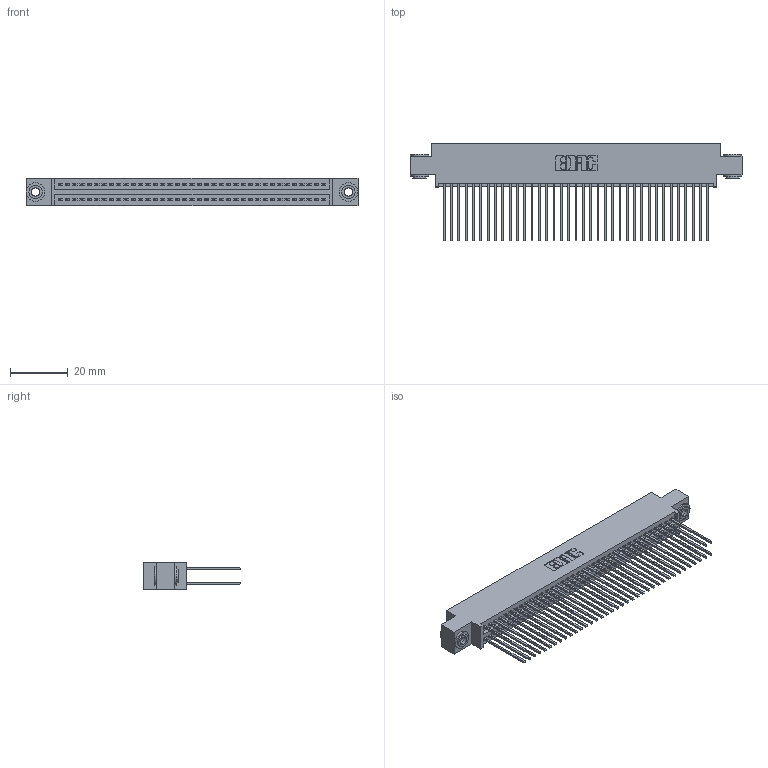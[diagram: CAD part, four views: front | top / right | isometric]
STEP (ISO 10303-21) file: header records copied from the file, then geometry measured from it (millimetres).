
FILE_DESCRIPTION (( 'STEP AP203' ), '1' );
FILE_NAME ('345-074-541-803.STEP', '2018-10-02T12:32:11', ( '' ), ( '' ), 'SwSTEP 2.0', 'SolidWorks 2016', '' );
FILE_SCHEMA (( 'CONFIG_CONTROL_DESIGN' ));
Length unit declared in the file: inch
Products named in the file (4): 345-250-002_345-250-002-102; 345-074-541-803; 345-292-001_345-293-141; 345 Part_0.170 Offset - 0.156 Dia-TH
Assembly tree (77 placements, depth 2):
  345-074-541-803
    345 Part_0.170 Offset - 0.156 Dia-TH
    345-292-001_345-293-141  x74
    345-250-002_345-250-002-102  x2
Bounding box: 115.19 x 33.96 x 9.4 mm (x, y, z)
Volume: 11473.7 mm3; surface area: 19207.3 mm2
Topology: 77 solids, 77 shells, 3868 faces, 11455 edges, 7534 vertices
Faces by surface type: plane 2536, cylinder 1324, cone 8
Entity records: 30504 total; most frequent: CARTESIAN_POINT 5095, ORIENTED_EDGE 5022, DIRECTION 4529, EDGE_CURVE 2511, VECTOR 2207, LINE 2207, VERTEX_POINT 1670, AXIS2_PLACEMENT_3D 1161
